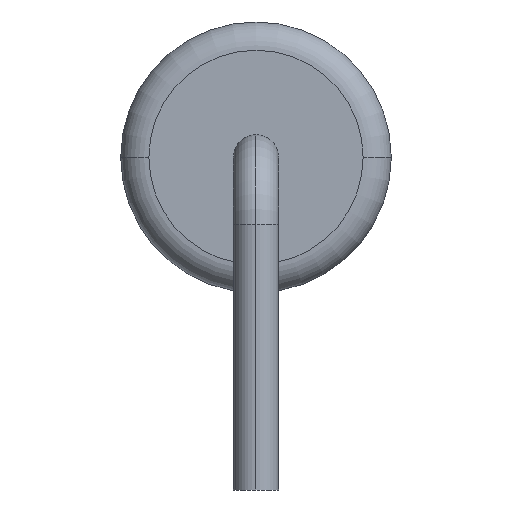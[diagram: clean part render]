
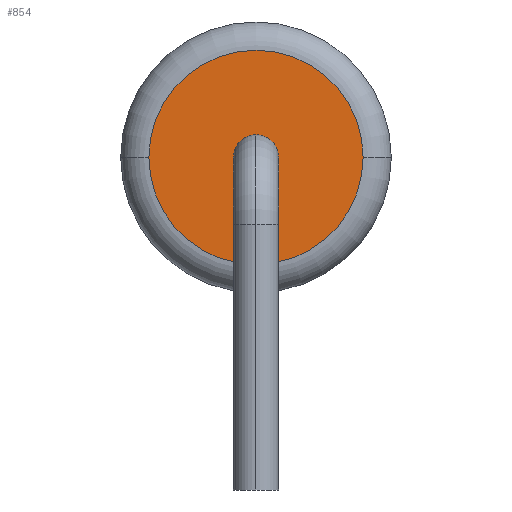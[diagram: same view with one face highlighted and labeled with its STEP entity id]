
A CAD part, left-side view. The second image highlights one B-rep face of the part: STEP entity #854.
In plain terms, the highlighted planar face has unit normal (-1, 0, 0).
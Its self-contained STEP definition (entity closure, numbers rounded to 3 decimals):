
#72=CARTESIAN_POINT('',(-6.5,1.9,2.4));
#73=VERTEX_POINT('',#72);
#90=CARTESIAN_POINT('',(-6.5,-1.9,2.4));
#91=VERTEX_POINT('',#90);
#99=CARTESIAN_POINT('',(-6.5,0.,2.4));
#100=DIRECTION('',(1.0,0.0,0.0));
#101=DIRECTION('',(0.0,1.0,0.0));
#102=AXIS2_PLACEMENT_3D('',#99,#100,#101);
#103=CIRCLE('',#102,1.9);
#104=EDGE_CURVE('',#91,#73,#103,.T.);
#833=CARTESIAN_POINT('',(-6.5,0.,2.4));
#834=DIRECTION('',(1.0,0.0,0.0));
#835=DIRECTION('',(0.0,1.0,0.0));
#836=AXIS2_PLACEMENT_3D('',#833,#834,#835);
#837=CIRCLE('',#836,1.9);
#838=EDGE_CURVE('',#73,#91,#837,.T.);
#845=CARTESIAN_POINT('',(-6.5,0.,2.4));
#846=DIRECTION('',(-1.0,0.0,0.0));
#847=DIRECTION('',(0.0,-1.0,0.0));
#848=AXIS2_PLACEMENT_3D('',#845,#846,#847);
#849=PLANE('',#848);
#850=ORIENTED_EDGE('',*,*,#104,.F.);
#851=ORIENTED_EDGE('',*,*,#838,.F.);
#852=EDGE_LOOP('',(#850,#851));
#853=FACE_OUTER_BOUND('',#852,.T.);
#854=ADVANCED_FACE('',(#853),#849,.T.);
